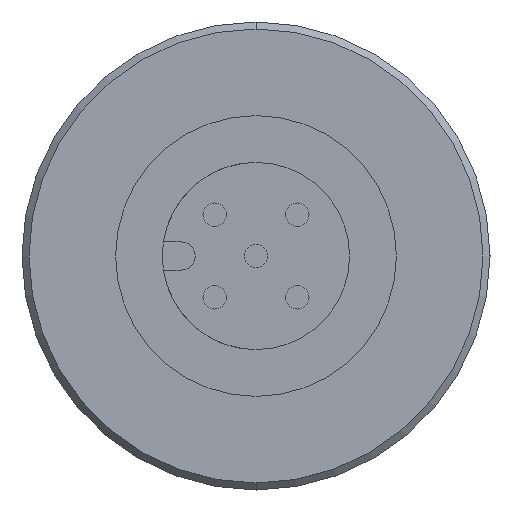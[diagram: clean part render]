
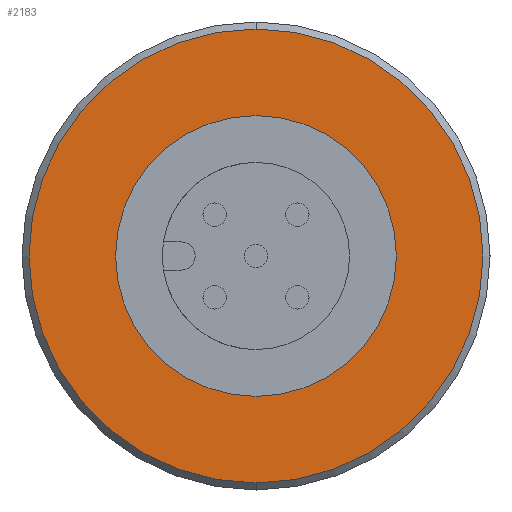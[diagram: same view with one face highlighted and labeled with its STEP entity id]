
A CAD part, front view. The second image highlights one B-rep face of the part: STEP entity #2183.
In plain terms, the highlighted planar face has unit normal (0, -1, 0).
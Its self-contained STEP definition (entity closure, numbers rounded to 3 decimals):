
#41 = CIRCLE ( 'NONE', #1042, 9.7 ) ;
#49 = CARTESIAN_POINT ( 'NONE',  ( 0., -31.4, 0. ) ) ;
#57 = ORIENTED_EDGE ( 'NONE', *, *, #1004, .T. ) ;
#91 = CARTESIAN_POINT ( 'NONE',  ( 0., -31.4, 0. ) ) ;
#110 = DIRECTION ( 'NONE',  ( 0., -1., 0. ) ) ;
#170 = FACE_OUTER_BOUND ( 'NONE', #1658, .T. ) ;
#174 = PLANE ( 'NONE',  #1813 ) ;
#224 = DIRECTION ( 'NONE',  ( 0., 0., -1. ) ) ;
#261 = DIRECTION ( 'NONE',  ( 0., 0., -1. ) ) ;
#280 = DIRECTION ( 'NONE',  ( 0., -1., 0. ) ) ;
#349 = CARTESIAN_POINT ( 'NONE',  ( 0., -31.4, 0. ) ) ;
#472 = AXIS2_PLACEMENT_3D ( 'NONE', #91, #1303, #261 ) ;
#495 = EDGE_LOOP ( 'NONE', ( #1176, #1285 ) ) ;
#535 = DIRECTION ( 'NONE',  ( 0., -1., 0. ) ) ;
#751 = CARTESIAN_POINT ( 'NONE',  ( 0., -31.4, 9.7 ) ) ;
#955 = CIRCLE ( 'NONE', #472, 9.7 ) ;
#1004 = EDGE_CURVE ( 'NONE', #1372, #1525, #955, .T. ) ;
#1036 = FACE_BOUND ( 'NONE', #495, .T. ) ;
#1042 = AXIS2_PLACEMENT_3D ( 'NONE', #49, #1254, #224 ) ;
#1116 = EDGE_CURVE ( 'NONE', #1656, #1662, #1297, .T. ) ;
#1145 = CARTESIAN_POINT ( 'NONE',  ( 0., -31.4, 0. ) ) ;
#1176 = ORIENTED_EDGE ( 'NONE', *, *, #1332, .F. ) ;
#1254 = DIRECTION ( 'NONE',  ( 0., -1., 0. ) ) ;
#1285 = ORIENTED_EDGE ( 'NONE', *, *, #1116, .F. ) ;
#1297 = CIRCLE ( 'NONE', #2209, 6. ) ;
#1303 = DIRECTION ( 'NONE',  ( 0., -1., 0. ) ) ;
#1322 = DIRECTION ( 'NONE',  ( 0., 0., -1. ) ) ;
#1323 = CARTESIAN_POINT ( 'NONE',  ( 0., -31.4, 0. ) ) ;
#1332 = EDGE_CURVE ( 'NONE', #1662, #1656, #1722, .T. ) ;
#1372 = VERTEX_POINT ( 'NONE', #2028 ) ;
#1410 = AXIS2_PLACEMENT_3D ( 'NONE', #1323, #280, #1498 ) ;
#1498 = DIRECTION ( 'NONE',  ( 0., 0., -1. ) ) ;
#1499 = CARTESIAN_POINT ( 'NONE',  ( 0., -31.4, 6. ) ) ;
#1525 = VERTEX_POINT ( 'NONE', #751 ) ;
#1656 = VERTEX_POINT ( 'NONE', #1499 ) ;
#1658 = EDGE_LOOP ( 'NONE', ( #1775, #57 ) ) ;
#1662 = VERTEX_POINT ( 'NONE', #2199 ) ;
#1722 = CIRCLE ( 'NONE', #1410, 6. ) ;
#1729 = DIRECTION ( 'NONE',  ( 0., 0., -1. ) ) ;
#1775 = ORIENTED_EDGE ( 'NONE', *, *, #2002, .T. ) ;
#1813 = AXIS2_PLACEMENT_3D ( 'NONE', #349, #535, #1729 ) ;
#2002 = EDGE_CURVE ( 'NONE', #1525, #1372, #41, .T. ) ;
#2028 = CARTESIAN_POINT ( 'NONE',  ( 0., -31.4, -9.7 ) ) ;
#2183 = ADVANCED_FACE ( 'NONE', ( #170, #1036 ), #174, .T. ) ;
#2199 = CARTESIAN_POINT ( 'NONE',  ( 0., -31.4, -6. ) ) ;
#2209 = AXIS2_PLACEMENT_3D ( 'NONE', #1145, #110, #1322 ) ;
